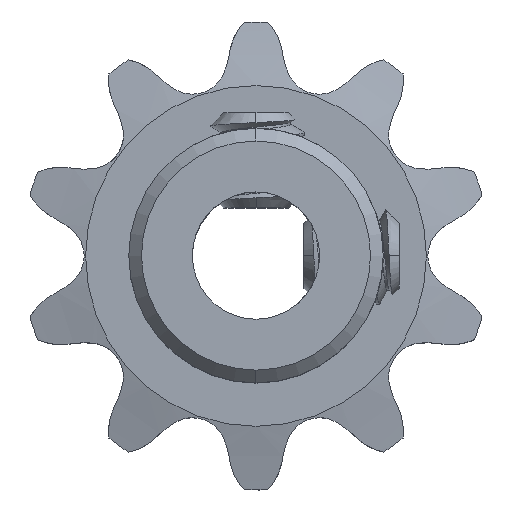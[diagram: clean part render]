
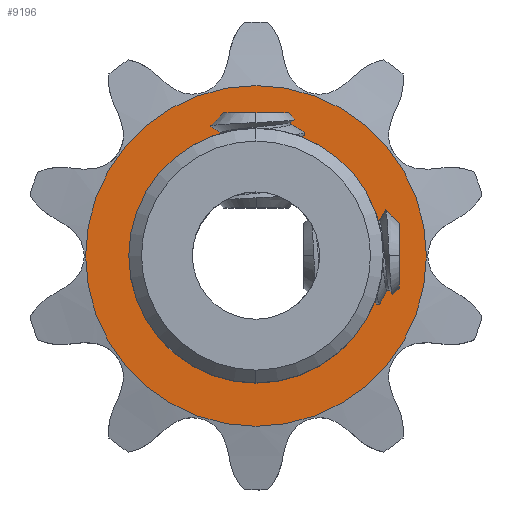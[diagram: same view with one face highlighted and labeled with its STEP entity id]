
A CAD part, top view. The second image highlights one B-rep face of the part: STEP entity #9196.
In plain terms, the highlighted planar face has unit normal (0, 0, 1).
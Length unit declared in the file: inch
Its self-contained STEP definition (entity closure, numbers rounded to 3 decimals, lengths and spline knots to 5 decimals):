
#61 = DIRECTION ( 'NONE',  ( -1., 0., 0. ) ) ;
#109 = CIRCLE ( 'NONE', #7926, 0.33471 ) ;
#171 = ORIENTED_EDGE ( 'NONE', *, *, #7685, .F. ) ;
#395 = VERTEX_POINT ( 'NONE', #12636 ) ;
#694 = CIRCLE ( 'NONE', #860, 0.24471 ) ;
#753 = FACE_BOUND ( 'NONE', #1567, .T. ) ;
#860 = AXIS2_PLACEMENT_3D ( 'NONE', #4499, #3597, #7454 ) ;
#1049 = CARTESIAN_POINT ( 'NONE',  ( 0., 0., 0.055 ) ) ;
#1084 = AXIS2_PLACEMENT_3D ( 'NONE', #12359, #12475, #3699 ) ;
#1567 = EDGE_LOOP ( 'NONE', ( #5320, #3282 ) ) ;
#2815 = PLANE ( 'NONE',  #9530 ) ;
#3050 = FACE_OUTER_BOUND ( 'NONE', #12432, .T. ) ;
#3051 = VERTEX_POINT ( 'NONE', #8984 ) ;
#3282 = ORIENTED_EDGE ( 'NONE', *, *, #10669, .T. ) ;
#3440 = EDGE_CURVE ( 'NONE', #6938, #3051, #109, .T. ) ;
#3597 = DIRECTION ( 'NONE',  ( 0., 0., -1. ) ) ;
#3699 = DIRECTION ( 'NONE',  ( -1., 0., 0. ) ) ;
#4499 = CARTESIAN_POINT ( 'NONE',  ( 0., 0., 0.055 ) ) ;
#4768 = DIRECTION ( 'NONE',  ( 0., 0., 1. ) ) ;
#5320 = ORIENTED_EDGE ( 'NONE', *, *, #9004, .T. ) ;
#5384 = CARTESIAN_POINT ( 'NONE',  ( 0., 0., 0.055 ) ) ;
#5924 = CIRCLE ( 'NONE', #5985, 0.24471 ) ;
#5985 = AXIS2_PLACEMENT_3D ( 'NONE', #5384, #8343, #7320 ) ;
#6938 = VERTEX_POINT ( 'NONE', #8403 ) ;
#7320 = DIRECTION ( 'NONE',  ( 0., 1., 0. ) ) ;
#7454 = DIRECTION ( 'NONE',  ( 0., 1., 0. ) ) ;
#7685 = EDGE_CURVE ( 'NONE', #3051, #6938, #11891, .T. ) ;
#7926 = AXIS2_PLACEMENT_3D ( 'NONE', #1049, #12646, #61 ) ;
#8153 = CARTESIAN_POINT ( 'NONE',  ( 0., -0.24471, 0.055 ) ) ;
#8343 = DIRECTION ( 'NONE',  ( 0., 0., -1. ) ) ;
#8403 = CARTESIAN_POINT ( 'NONE',  ( -0.33471, 0., 0.055 ) ) ;
#8625 = DIRECTION ( 'NONE',  ( 1., 0., 0. ) ) ;
#8984 = CARTESIAN_POINT ( 'NONE',  ( 0.33471, 0., 0.055 ) ) ;
#9004 = EDGE_CURVE ( 'NONE', #395, #11813, #5924, .T. ) ;
#9196 = ADVANCED_FACE ( 'NONE', ( #3050, #753 ), #2815, .T. ) ;
#9530 = AXIS2_PLACEMENT_3D ( 'NONE', #12614, #4768, #8625 ) ;
#10669 = EDGE_CURVE ( 'NONE', #11813, #395, #694, .T. ) ;
#10852 = ORIENTED_EDGE ( 'NONE', *, *, #3440, .F. ) ;
#11813 = VERTEX_POINT ( 'NONE', #8153 ) ;
#11891 = CIRCLE ( 'NONE', #1084, 0.33471 ) ;
#12359 = CARTESIAN_POINT ( 'NONE',  ( 0., 0., 0.055 ) ) ;
#12432 = EDGE_LOOP ( 'NONE', ( #10852, #171 ) ) ;
#12475 = DIRECTION ( 'NONE',  ( 0., 0., -1. ) ) ;
#12614 = CARTESIAN_POINT ( 'NONE',  ( 0., 0., 0.055 ) ) ;
#12636 = CARTESIAN_POINT ( 'NONE',  ( 0., 0.24471, 0.055 ) ) ;
#12646 = DIRECTION ( 'NONE',  ( 0., 0., -1. ) ) ;
